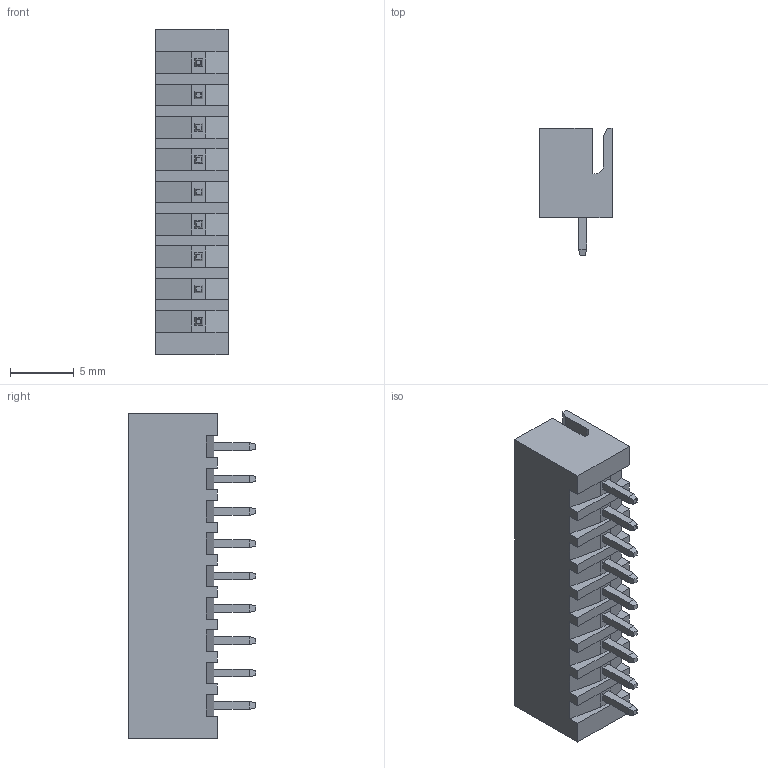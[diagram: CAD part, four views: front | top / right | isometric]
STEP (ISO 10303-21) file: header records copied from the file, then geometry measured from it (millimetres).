
FILE_DESCRIPTION(/* description */ (''),/* implementation_level */ '2;1');
FILE_NAME(/* name */ 'CONNECTOR WHITE JST XH 9 PIN - 2,54 mm.stp',/* time_stamp */ '2022-05-18T22:18:51+02:00',/* author */ ('JOSE LUIS'),/* organization */ (''),/* preprocessor_version */ 'ST-DEVELOPER v18',/* originating_system */ 'Autodesk Inventor 2020',/* authorisation */ '');
FILE_SCHEMA (('AUTOMOTIVE_DESIGN { 1 0 10303 214 3 1 1 }'));
Length unit declared in the file: millimetre
Products named in the file (1): CONNECTOR WHITE JST XH 9 PIN - 2,54 mm
Bounding box: 5.73 x 10 x 25.58 mm (x, y, z)
Volume: 401.1 mm3; surface area: 1223.9 mm2
Topology: 1 solids, 1 shells, 407 faces, 1004 edges, 623 vertices
Faces by surface type: plane 289, bspline 62, cylinder 56
Entity records: 14161 total; most frequent: CARTESIAN_POINT 4462, ORIENTED_EDGE 2008, DIRECTION 1675, EDGE_CURVE 1004, LINE 803, VECTOR 803, VERTEX_POINT 623, AXIS2_PLACEMENT_3D 436
